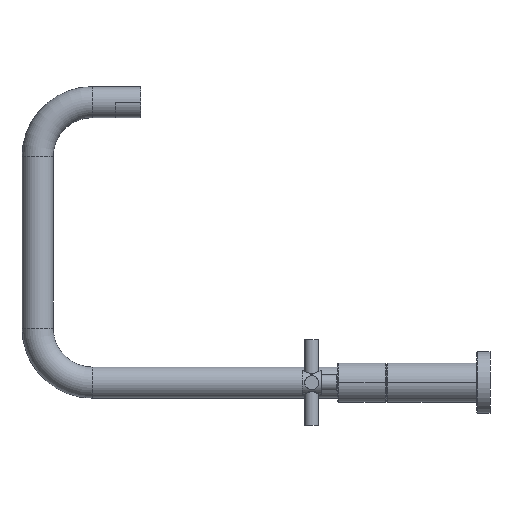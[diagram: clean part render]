
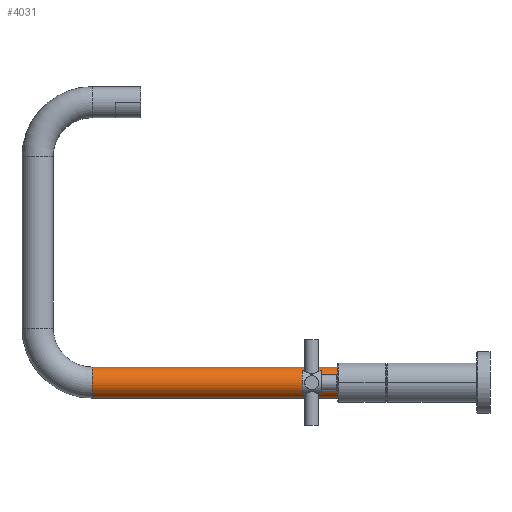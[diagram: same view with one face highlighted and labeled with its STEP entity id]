
A CAD part, left-side view. The second image highlights one B-rep face of the part: STEP entity #4031.
In plain terms, the highlighted cylindrical face has radius 12.7 mm (diameter 25.4 mm), a partial arc.
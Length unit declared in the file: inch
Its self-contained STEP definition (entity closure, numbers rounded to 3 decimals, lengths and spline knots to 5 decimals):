
#3700=CARTESIAN_POINT('',(0.,12.7688,0.));
#3701=DIRECTION('',(0.,-1.,0.));
#3702=DIRECTION('',(0.,0.,1.));
#3703=AXIS2_PLACEMENT_3D('',#3700,#3701,#3702);
#3708=DIRECTION('',(0.,-1.,0.));
#3709=VECTOR('',#3708,9.212);
#3710=CARTESIAN_POINT('',(0.,12.7688,0.5));
#3711=LINE('',#3710,#3709);
#3723=DIRECTION('',(0.,-1.,0.));
#3724=VECTOR('',#3723,9.212);
#3725=CARTESIAN_POINT('',(0.,12.7688,-0.5));
#3726=LINE('',#3725,#3724);
#3730=CARTESIAN_POINT('',(0.,3.5568,0.));
#3731=DIRECTION('',(0.,-1.,0.));
#3732=DIRECTION('',(0.,0.,1.));
#3733=AXIS2_PLACEMENT_3D('',#3730,#3731,#3732);
#3754=CARTESIAN_POINT('',(0.,3.5568,0.5));
#3755=CARTESIAN_POINT('',(0.,3.5568,-0.5));
#3756=VERTEX_POINT('',#3754);
#3757=VERTEX_POINT('',#3755);
#3762=CARTESIAN_POINT('',(0.,12.7688,0.5));
#3763=CARTESIAN_POINT('',(0.,12.7688,-0.5));
#3764=VERTEX_POINT('',#3762);
#3765=VERTEX_POINT('',#3763);
#4017=CARTESIAN_POINT('',(0.,12.7688,0.));
#4018=DIRECTION('',(0.,-1.,0.));
#4019=DIRECTION('',(0.,0.,1.));
#4020=AXIS2_PLACEMENT_3D('',#4017,#4018,#4019);
#4021=CYLINDRICAL_SURFACE('',#4020,0.5);
#4022=ORIENTED_EDGE('',*,*,#3999,.F.);
#4024=ORIENTED_EDGE('',*,*,#4023,.T.);
#4026=ORIENTED_EDGE('',*,*,#4025,.T.);
#4028=ORIENTED_EDGE('',*,*,#4027,.F.);
#4029=EDGE_LOOP('',(#4022,#4024,#4026,#4028));
#4030=FACE_OUTER_BOUND('',#4029,.F.);
#3704=CIRCLE('',#3703,0.5);
#3734=CIRCLE('',#3733,0.5);
#3999=EDGE_CURVE('',#3764,#3765,#3704,.T.);
#4023=EDGE_CURVE('',#3764,#3756,#3711,.T.);
#4025=EDGE_CURVE('',#3756,#3757,#3734,.T.);
#4027=EDGE_CURVE('',#3765,#3757,#3726,.T.);
#4031=ADVANCED_FACE('',(#4030),#4021,.T.);
